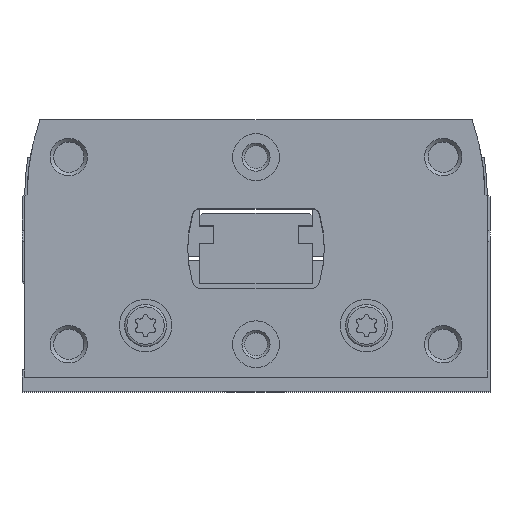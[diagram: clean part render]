
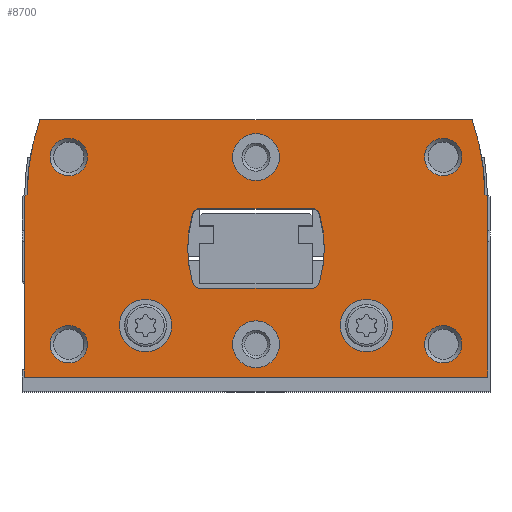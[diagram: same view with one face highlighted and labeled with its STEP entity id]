
A CAD part, top view. The second image highlights one B-rep face of the part: STEP entity #8700.
In plain terms, the highlighted planar face has unit normal (0, 0, 1).
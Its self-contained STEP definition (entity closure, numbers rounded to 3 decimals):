
#403=LINE('',#13478,#889);
#408=LINE('',#13488,#894);
#426=LINE('',#13534,#912);
#432=LINE('',#13546,#918);
#446=LINE('',#13617,#932);
#448=LINE('',#13620,#934);
#449=LINE('',#13648,#935);
#450=LINE('',#13668,#936);
#889=VECTOR('',#11068,1000.);
#894=VECTOR('',#11075,1000.);
#912=VECTOR('',#11111,1000.);
#918=VECTOR('',#11121,1000.);
#932=VECTOR('',#11175,1000.);
#934=VECTOR('',#11179,1000.);
#935=VECTOR('',#11208,1000.);
#936=VECTOR('',#11229,1000.);
#1190=PLANE('',#9442);
#2323=ORIENTED_EDGE('',*,*,#3866,.F.);
#2324=ORIENTED_EDGE('',*,*,#3867,.F.);
#2325=ORIENTED_EDGE('',*,*,#3868,.T.);
#2326=ORIENTED_EDGE('',*,*,#3869,.T.);
#2327=ORIENTED_EDGE('',*,*,#3870,.T.);
#2328=ORIENTED_EDGE('',*,*,#3871,.T.);
#2329=ORIENTED_EDGE('',*,*,#3872,.T.);
#2330=ORIENTED_EDGE('',*,*,#3873,.T.);
#2331=ORIENTED_EDGE('',*,*,#3832,.F.);
#2332=ORIENTED_EDGE('',*,*,#3849,.F.);
#2333=ORIENTED_EDGE('',*,*,#3845,.F.);
#2334=ORIENTED_EDGE('',*,*,#3841,.F.);
#2335=ORIENTED_EDGE('',*,*,#3874,.F.);
#2336=ORIENTED_EDGE('',*,*,#3875,.F.);
#2337=ORIENTED_EDGE('',*,*,#3876,.F.);
#2338=ORIENTED_EDGE('',*,*,#3835,.F.);
#2339=ORIENTED_EDGE('',*,*,#3818,.T.);
#2340=ORIENTED_EDGE('',*,*,#3812,.T.);
#2341=ORIENTED_EDGE('',*,*,#3851,.T.);
#2342=ORIENTED_EDGE('',*,*,#3783,.T.);
#2343=ORIENTED_EDGE('',*,*,#3788,.T.);
#2344=ORIENTED_EDGE('',*,*,#3792,.T.);
#2345=ORIENTED_EDGE('',*,*,#3865,.T.);
#2346=ORIENTED_EDGE('',*,*,#3824,.T.);
#3783=EDGE_CURVE('',#4653,#4652,#403,.T.);
#3788=EDGE_CURVE('',#4652,#4656,#408,.T.);
#3792=EDGE_CURVE('',#4656,#4658,#5198,.T.);
#3812=EDGE_CURVE('',#4673,#4675,#426,.T.);
#3818=EDGE_CURVE('',#4679,#4673,#432,.T.);
#3824=EDGE_CURVE('',#4684,#4679,#5204,.T.);
#3832=EDGE_CURVE('',#4689,#4690,#5208,.T.);
#3835=EDGE_CURVE('',#4690,#4691,#5209,.T.);
#3841=EDGE_CURVE('',#4695,#4696,#5212,.T.);
#3845=EDGE_CURVE('',#4696,#4699,#5214,.T.);
#3849=EDGE_CURVE('',#4699,#4689,#446,.T.);
#3851=EDGE_CURVE('',#4675,#4653,#448,.T.);
#3865=EDGE_CURVE('',#4658,#4684,#449,.T.);
#3866=EDGE_CURVE('',#4714,#4714,#5229,.T.);
#3867=EDGE_CURVE('',#4715,#4715,#5230,.T.);
#3868=EDGE_CURVE('',#4716,#4716,#5231,.T.);
#3869=EDGE_CURVE('',#4717,#4717,#5232,.T.);
#3870=EDGE_CURVE('',#4718,#4718,#5233,.T.);
#3871=EDGE_CURVE('',#4719,#4719,#5234,.T.);
#3872=EDGE_CURVE('',#4720,#4720,#5235,.T.);
#3873=EDGE_CURVE('',#4721,#4721,#5236,.T.);
#3874=EDGE_CURVE('',#4722,#4695,#5237,.T.);
#3875=EDGE_CURVE('',#4723,#4722,#450,.T.);
#3876=EDGE_CURVE('',#4691,#4723,#5238,.T.);
#4652=VERTEX_POINT('',#13477);
#4653=VERTEX_POINT('',#13479);
#4656=VERTEX_POINT('',#13487);
#4658=VERTEX_POINT('',#13494);
#4673=VERTEX_POINT('',#13528);
#4675=VERTEX_POINT('',#13533);
#4679=VERTEX_POINT('',#13544);
#4684=VERTEX_POINT('',#13559);
#4689=VERTEX_POINT('',#13575);
#4690=VERTEX_POINT('',#13577);
#4691=VERTEX_POINT('',#13585);
#4695=VERTEX_POINT('',#13598);
#4696=VERTEX_POINT('',#13600);
#4699=VERTEX_POINT('',#13611);
#4714=VERTEX_POINT('',#13651);
#4715=VERTEX_POINT('',#13653);
#4716=VERTEX_POINT('',#13655);
#4717=VERTEX_POINT('',#13657);
#4718=VERTEX_POINT('',#13659);
#4719=VERTEX_POINT('',#13661);
#4720=VERTEX_POINT('',#13663);
#4721=VERTEX_POINT('',#13665);
#4722=VERTEX_POINT('',#13667);
#4723=VERTEX_POINT('',#13669);
#5198=CIRCLE('',#9398,24.);
#5204=CIRCLE('',#9410,24.);
#5208=CIRCLE('',#9415,0.8);
#5209=CIRCLE('',#9417,13.);
#5212=CIRCLE('',#9421,13.);
#5214=CIRCLE('',#9424,0.8);
#5229=CIRCLE('',#9443,2.8);
#5230=CIRCLE('',#9444,2.8);
#5231=CIRCLE('',#9445,2.5);
#5232=CIRCLE('',#9446,2.5);
#5233=CIRCLE('',#9447,2.);
#5234=CIRCLE('',#9448,2.);
#5235=CIRCLE('',#9449,2.);
#5236=CIRCLE('',#9450,2.);
#5237=CIRCLE('',#9451,0.8);
#5238=CIRCLE('',#9452,0.8);
#5776=EDGE_LOOP('',(#2323));
#5777=EDGE_LOOP('',(#2324));
#5778=EDGE_LOOP('',(#2325));
#5779=EDGE_LOOP('',(#2326));
#5780=EDGE_LOOP('',(#2327));
#5781=EDGE_LOOP('',(#2328));
#5782=EDGE_LOOP('',(#2329));
#5783=EDGE_LOOP('',(#2330));
#5784=EDGE_LOOP('',(#2331,#2332,#2333,#2334,#2335,#2336,#2337,#2338));
#5785=EDGE_LOOP('',(#2339,#2340,#2341,#2342,#2343,#2344,#2345,#2346));
#6450=FACE_BOUND('',#5776,.T.);
#6451=FACE_BOUND('',#5777,.T.);
#6452=FACE_BOUND('',#5778,.T.);
#6453=FACE_BOUND('',#5779,.T.);
#6454=FACE_BOUND('',#5780,.T.);
#6455=FACE_BOUND('',#5781,.T.);
#6456=FACE_BOUND('',#5782,.T.);
#6457=FACE_BOUND('',#5783,.T.);
#6458=FACE_BOUND('',#5784,.T.);
#6459=FACE_BOUND('',#5785,.T.);
#8700=ADVANCED_FACE('',(#6450,#6451,#6452,#6453,#6454,#6455,#6456,#6457,
#6458,#6459),#1190,.T.);
#9398=AXIS2_PLACEMENT_3D('',#13495,#11082,#11083);
#9410=AXIS2_PLACEMENT_3D('',#13558,#11132,#11133);
#9415=AXIS2_PLACEMENT_3D('',#13576,#11145,#11146);
#9417=AXIS2_PLACEMENT_3D('',#13584,#11150,#11151);
#9421=AXIS2_PLACEMENT_3D('',#13599,#11160,#11161);
#9424=AXIS2_PLACEMENT_3D('',#13610,#11167,#11168);
#9442=AXIS2_PLACEMENT_3D('',#13649,#11209,#11210);
#9443=AXIS2_PLACEMENT_3D('',#13650,#11211,#11212);
#9444=AXIS2_PLACEMENT_3D('',#13652,#11213,#11214);
#9445=AXIS2_PLACEMENT_3D('',#13654,#11215,#11216);
#9446=AXIS2_PLACEMENT_3D('',#13656,#11217,#11218);
#9447=AXIS2_PLACEMENT_3D('',#13658,#11219,#11220);
#9448=AXIS2_PLACEMENT_3D('',#13660,#11221,#11222);
#9449=AXIS2_PLACEMENT_3D('',#13662,#11223,#11224);
#9450=AXIS2_PLACEMENT_3D('',#13664,#11225,#11226);
#9451=AXIS2_PLACEMENT_3D('',#13666,#11227,#11228);
#9452=AXIS2_PLACEMENT_3D('',#13670,#11230,#11231);
#11068=DIRECTION('',(0.,1.,0.));
#11075=DIRECTION('',(-0.866,0.5,0.));
#11082=DIRECTION('',(0.,0.,1.));
#11083=DIRECTION('',(1.,0.,0.));
#11111=DIRECTION('',(0.,-1.,0.));
#11121=DIRECTION('',(-0.866,-0.5,0.));
#11132=DIRECTION('',(0.,0.,1.));
#11133=DIRECTION('',(1.,0.,0.));
#11145=DIRECTION('',(0.,0.,1.));
#11146=DIRECTION('',(1.,0.,0.));
#11150=DIRECTION('',(0.,0.,1.));
#11151=DIRECTION('',(1.,0.,0.));
#11160=DIRECTION('',(0.,0.,1.));
#11161=DIRECTION('',(1.,0.,0.));
#11167=DIRECTION('',(0.,0.,1.));
#11168=DIRECTION('',(1.,0.,0.));
#11175=DIRECTION('',(-1.,0.,0.));
#11179=DIRECTION('',(1.,0.,0.));
#11208=DIRECTION('',(-1.,0.,0.));
#11209=DIRECTION('',(0.,0.,1.));
#11210=DIRECTION('',(1.,0.,0.));
#11211=DIRECTION('',(0.,0.,1.));
#11212=DIRECTION('',(1.,0.,0.));
#11213=DIRECTION('',(0.,0.,1.));
#11214=DIRECTION('',(1.,0.,0.));
#11215=DIRECTION('',(0.,0.,-1.));
#11216=DIRECTION('',(-1.,0.,0.));
#11217=DIRECTION('',(0.,0.,-1.));
#11218=DIRECTION('',(-1.,0.,0.));
#11219=DIRECTION('',(0.,0.,-1.));
#11220=DIRECTION('',(-1.,0.,0.));
#11221=DIRECTION('',(0.,0.,-1.));
#11222=DIRECTION('',(-1.,0.,0.));
#11223=DIRECTION('',(0.,0.,-1.));
#11224=DIRECTION('',(-1.,0.,0.));
#11225=DIRECTION('',(0.,0.,-1.));
#11226=DIRECTION('',(-1.,0.,0.));
#11227=DIRECTION('',(0.,0.,1.));
#11228=DIRECTION('',(1.,0.,0.));
#11229=DIRECTION('',(1.,0.,0.));
#11230=DIRECTION('',(0.,0.,1.));
#11231=DIRECTION('',(1.,0.,0.));
#13477=CARTESIAN_POINT('',(24.75,19.327,0.));
#13478=CARTESIAN_POINT('',(24.75,0.,0.));
#13479=CARTESIAN_POINT('',(24.75,0.,0.));
#13487=CARTESIAN_POINT('',(24.45,19.5,0.));
#13488=CARTESIAN_POINT('',(24.75,19.327,0.));
#13494=CARTESIAN_POINT('',(23.077,27.5,0.));
#13495=CARTESIAN_POINT('',(0.45,19.5,0.));
#13528=CARTESIAN_POINT('',(-24.75,19.327,0.));
#13533=CARTESIAN_POINT('',(-24.75,0.,0.));
#13534=CARTESIAN_POINT('',(-24.75,19.327,0.));
#13544=CARTESIAN_POINT('',(-24.45,19.5,0.));
#13546=CARTESIAN_POINT('',(-24.45,19.5,0.));
#13558=CARTESIAN_POINT('',(-0.45,19.5,0.));
#13559=CARTESIAN_POINT('',(-23.077,27.5,0.));
#13575=CARTESIAN_POINT('',(-6.002,18.,0.));
#13576=CARTESIAN_POINT('',(-6.002,17.2,0.));
#13577=CARTESIAN_POINT('',(-6.769,17.426,0.));
#13584=CARTESIAN_POINT('',(5.7,13.75,0.));
#13585=CARTESIAN_POINT('',(-6.769,10.074,0.));
#13598=CARTESIAN_POINT('',(6.769,10.074,0.));
#13599=CARTESIAN_POINT('',(-5.7,13.75,0.));
#13600=CARTESIAN_POINT('',(6.769,17.426,0.));
#13610=CARTESIAN_POINT('',(6.002,17.2,0.));
#13611=CARTESIAN_POINT('',(6.002,18.,0.));
#13617=CARTESIAN_POINT('',(6.002,18.,0.));
#13620=CARTESIAN_POINT('',(-24.75,0.,0.));
#13648=CARTESIAN_POINT('',(23.077,27.5,0.));
#13649=CARTESIAN_POINT('',(0.45,19.5,0.));
#13650=CARTESIAN_POINT('',(-11.8,5.5,0.));
#13651=CARTESIAN_POINT('',(-9.,5.5,0.));
#13652=CARTESIAN_POINT('',(11.8,5.5,0.));
#13653=CARTESIAN_POINT('',(14.6,5.5,0.));
#13654=CARTESIAN_POINT('',(0.,3.5,0.));
#13655=CARTESIAN_POINT('',(-2.5,3.5,0.));
#13656=CARTESIAN_POINT('',(0.,23.5,0.));
#13657=CARTESIAN_POINT('',(-2.5,23.5,0.));
#13658=CARTESIAN_POINT('',(20.,3.5,0.));
#13659=CARTESIAN_POINT('',(18.,3.5,0.));
#13660=CARTESIAN_POINT('',(-20.,3.5,0.));
#13661=CARTESIAN_POINT('',(-22.,3.5,0.));
#13662=CARTESIAN_POINT('',(-20.,23.5,0.));
#13663=CARTESIAN_POINT('',(-22.,23.5,0.));
#13664=CARTESIAN_POINT('',(20.,23.5,0.));
#13665=CARTESIAN_POINT('',(18.,23.5,0.));
#13666=CARTESIAN_POINT('',(6.002,10.3,0.));
#13667=CARTESIAN_POINT('',(6.002,9.5,0.));
#13668=CARTESIAN_POINT('',(-6.002,9.5,0.));
#13669=CARTESIAN_POINT('',(-6.002,9.5,0.));
#13670=CARTESIAN_POINT('',(-6.002,10.3,0.));
